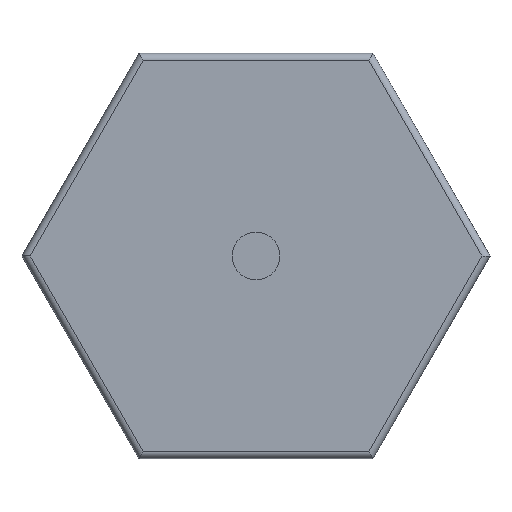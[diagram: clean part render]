
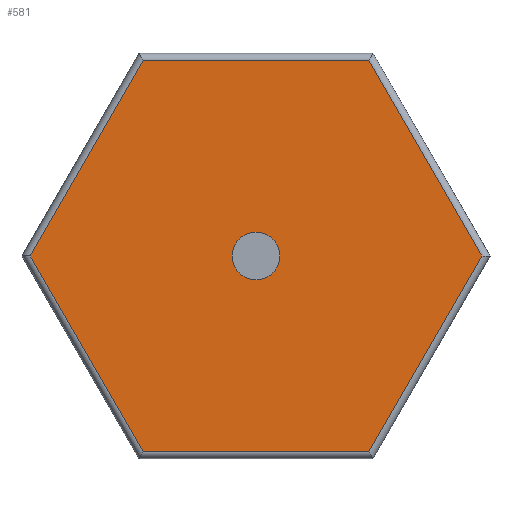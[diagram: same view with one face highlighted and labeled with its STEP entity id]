
A CAD part, front view. The second image highlights one B-rep face of the part: STEP entity #581.
In plain terms, the highlighted planar face has unit normal (0, -1, 0).
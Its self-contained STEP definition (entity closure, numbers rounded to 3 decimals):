
#15=FACE_BOUND('',#101,.T.);
#34=PLANE('',#648);
#64=FACE_OUTER_BOUND('',#100,.T.);
#100=EDGE_LOOP('',(#436,#437,#438,#439,#440,#441));
#101=EDGE_LOOP('',(#442));
#130=LINE('',#863,#197);
#131=LINE('',#868,#198);
#133=LINE('',#876,#200);
#136=LINE('',#884,#203);
#138=LINE('',#888,#205);
#140=LINE('',#891,#207);
#197=VECTOR('',#695,10.);
#198=VECTOR('',#700,10.);
#200=VECTOR('',#708,10.);
#203=VECTOR('',#715,10.);
#205=VECTOR('',#721,10.);
#207=VECTOR('',#725,10.);
#263=CIRCLE('',#631,3.969);
#265=VERTEX_POINT('',#852);
#268=VERTEX_POINT('',#860);
#269=VERTEX_POINT('',#862);
#270=VERTEX_POINT('',#866);
#271=VERTEX_POINT('',#867);
#274=VERTEX_POINT('',#875);
#277=VERTEX_POINT('',#883);
#316=EDGE_CURVE('',#265,#265,#263,.T.);
#319=EDGE_CURVE('',#268,#269,#130,.T.);
#321=EDGE_CURVE('',#270,#271,#131,.T.);
#325=EDGE_CURVE('',#271,#274,#133,.T.);
#329=EDGE_CURVE('',#274,#277,#136,.T.);
#332=EDGE_CURVE('',#277,#268,#138,.T.);
#334=EDGE_CURVE('',#269,#270,#140,.T.);
#436=ORIENTED_EDGE('',*,*,#321,.F.);
#437=ORIENTED_EDGE('',*,*,#334,.F.);
#438=ORIENTED_EDGE('',*,*,#319,.F.);
#439=ORIENTED_EDGE('',*,*,#332,.F.);
#440=ORIENTED_EDGE('',*,*,#329,.F.);
#441=ORIENTED_EDGE('',*,*,#325,.F.);
#442=ORIENTED_EDGE('',*,*,#316,.T.);
#581=ADVANCED_FACE('',(#64,#15),#34,.F.);
#631=AXIS2_PLACEMENT_3D('',#854,#686,#687);
#648=AXIS2_PLACEMENT_3D('',#906,#739,#740);
#686=DIRECTION('center_axis',(0.,1.,0.));
#687=DIRECTION('ref_axis',(1.,0.,0.));
#695=DIRECTION('',(0.5,0.,0.866));
#700=DIRECTION('',(0.5,0.,-0.866));
#708=DIRECTION('',(-0.5,0.,-0.866));
#715=DIRECTION('',(-1.,0.,0.));
#721=DIRECTION('',(-0.5,0.,0.866));
#725=DIRECTION('',(1.,0.,0.));
#739=DIRECTION('center_axis',(0.,1.,0.));
#740=DIRECTION('ref_axis',(0.,0.,1.));
#852=CARTESIAN_POINT('',(-3.969,0.,0.));
#854=CARTESIAN_POINT('Origin',(0.,0.,0.));
#860=CARTESIAN_POINT('',(-37.586,0.,0.));
#862=CARTESIAN_POINT('',(-18.793,0.,32.551));
#863=CARTESIAN_POINT('',(-33.061,0.,7.838));
#866=CARTESIAN_POINT('',(18.793,0.,32.551));
#867=CARTESIAN_POINT('',(37.586,0.,0.));
#868=CARTESIAN_POINT('',(23.318,0.,24.713));
#875=CARTESIAN_POINT('',(18.793,0.,-32.551));
#876=CARTESIAN_POINT('',(33.061,0.,-7.838));
#883=CARTESIAN_POINT('',(-18.793,0.,-32.551));
#884=CARTESIAN_POINT('',(9.743,0.,-32.551));
#888=CARTESIAN_POINT('',(-23.318,0.,-24.713));
#891=CARTESIAN_POINT('',(-9.743,0.,32.551));
#906=CARTESIAN_POINT('Origin',(0.,0.,0.));
